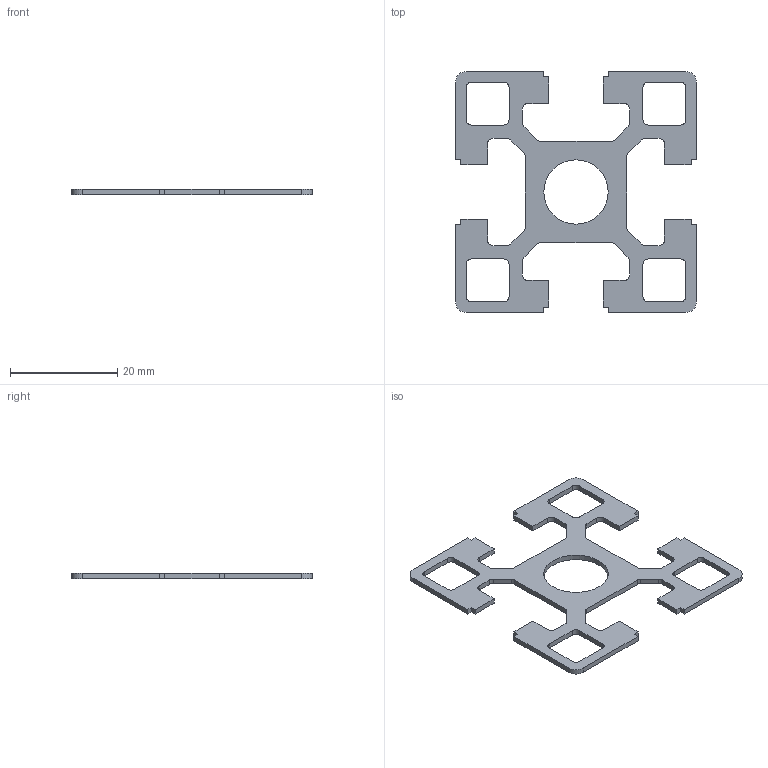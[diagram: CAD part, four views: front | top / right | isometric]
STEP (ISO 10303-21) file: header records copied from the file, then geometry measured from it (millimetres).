
FILE_DESCRIPTION(/* description */ ('Profilo 45x45 pesante'),/* implementation_level */ '2;1');
FILE_NAME(/* name */ 'PG4545H.stp',/* time_stamp */ '2019-11-19T15:28:34+01:00',/* author */ ('daniele.berto'),/* organization */ (''),/* preprocessor_version */ 'ST-DEVELOPER v17.2',/* originating_system */ 'Autodesk Inventor 2019',/* authorisation */ '');
FILE_SCHEMA (('AUTOMOTIVE_DESIGN { 1 0 10303 214 3 1 1 }'));
Length unit declared in the file: millimetre
Products named in the file (1): PG4545H---1,0
Bounding box: 45 x 45 x 1 mm (x, y, z)
Volume: 880.6 mm3; surface area: 2260.9 mm2
Topology: 1 solids, 1 shells, 123 faces, 363 edges, 242 vertices
Faces by surface type: plane 78, cylinder 45
Full cylindrical faces by diameter (mm): 12 x1
Entity records: 4168 total; most frequent: CARTESIAN_POINT 729, ORIENTED_EDGE 726, DIRECTION 701, EDGE_CURVE 363, LINE 273, VECTOR 273, VERTEX_POINT 242, AXIS2_PLACEMENT_3D 214
